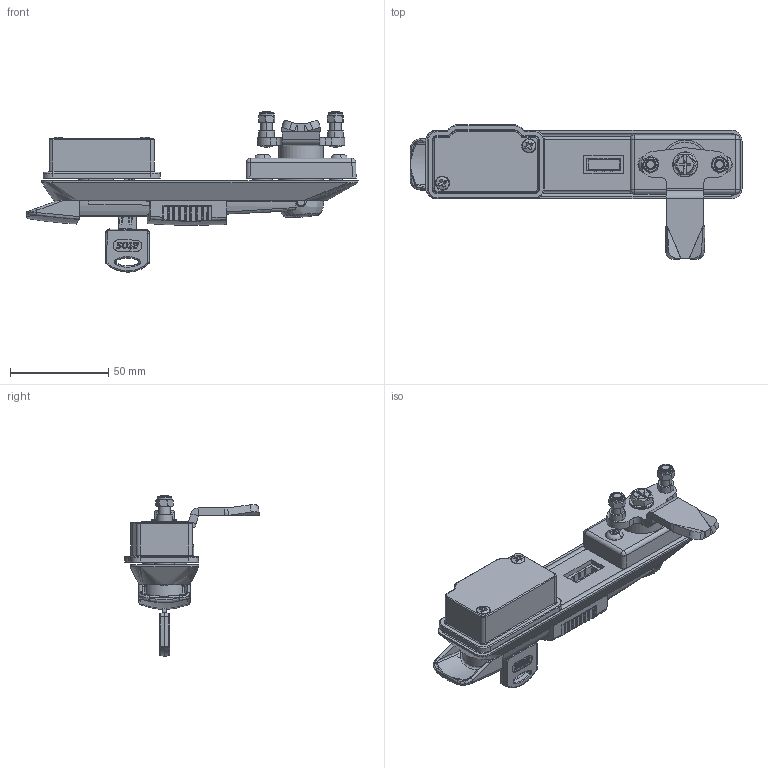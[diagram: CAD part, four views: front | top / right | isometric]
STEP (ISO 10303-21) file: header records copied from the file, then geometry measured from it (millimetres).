
FILE_DESCRIPTION (( 'STEP AP203' ), '1' );
FILE_NAME ('KI71.2.05.1214.1.STEP', '2022-08-25T04:44:10', ( '' ), ( '' ), 'SwSTEP 2.0', 'SolidWorks 2021', '' );
FILE_SCHEMA (( 'CONFIG_CONTROL_DESIGN' ));
Length unit declared in the file: millimetre
Products named in the file (1): KI71.2.05.1214.1
Bounding box: 169.05 x 68.58 x 81.65 mm (x, y, z)
Surface area: 43189.8 mm2 (no closed solid volume)
Topology: 0 solids, 35 shells, 922 faces, 2853 edges, 1937 vertices
Faces by surface type: plane 396, bspline 240, cylinder 188, cone 54, torus 32, sphere 12
Entity records: 48710 total; most frequent: CARTESIAN_POINT 25936, ORIENTED_EDGE 4945, DIRECTION 3868, EDGE_CURVE 2849, VERTEX_POINT 1937, AXIS2_PLACEMENT_3D 1290, LINE 1288, VECTOR 1288
